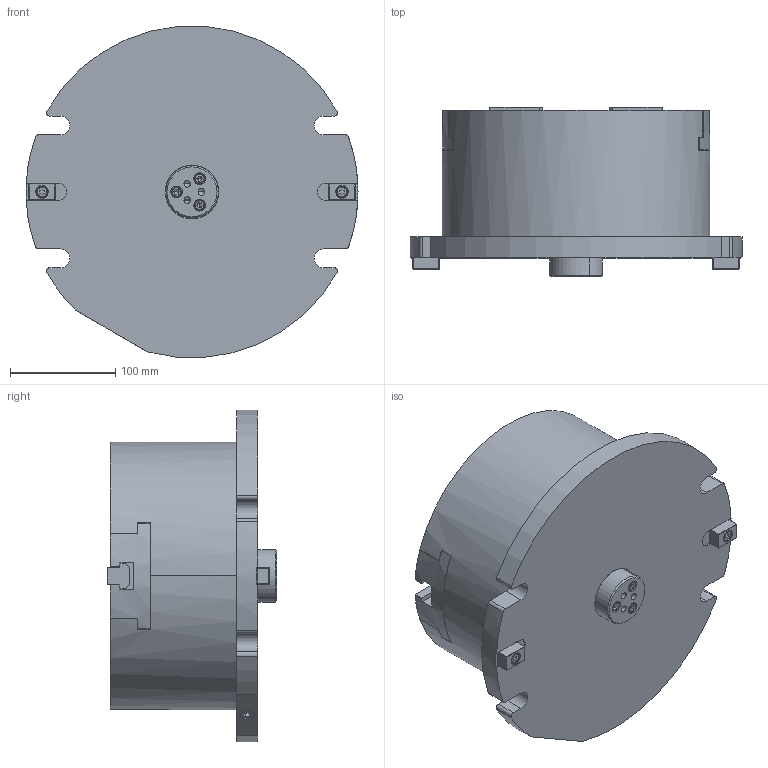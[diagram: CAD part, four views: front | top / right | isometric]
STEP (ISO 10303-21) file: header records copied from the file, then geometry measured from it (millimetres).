
FILE_DESCRIPTION (( 'STEP AP203' ), '1' );
FILE_NAME ('05-0549.STEP', '2024-05-22T19:40:15', ( '' ), ( '' ), 'SwSTEP 2.0', 'SolidWorks 2022', '' );
FILE_SCHEMA (( 'CONFIG_CONTROL_DESIGN' ));
Length unit declared in the file: inch
Products named in the file (9): 40-1632; 10000165856; 57-2029; 10000155647_BOM Item; 40-2001_HX-SHCS 0.25-20x1x1-N; 10000165907; 10000165909; 58-3105; 05-0549
Assembly tree (15 placements, depth 2):
  05-0549
    10000165909
    10000165907  x2
    58-3105
    40-1632  x2
    10000155647_BOM Item  x2
    10000165856
    57-2029  x3
    40-2001_HX-SHCS 0.25-20x1x1-N  x3
Bounding box: 315 x 160.78 x 314.15 mm (x, y, z)
Volume: 7524677.6 mm3; surface area: 406334.8 mm2
Topology: 15 solids, 15 shells, 695 faces, 1594 edges, 995 vertices
Faces by surface type: plane 338, cylinder 215, cone 120, torus 22
Entity records: 16987 total; most frequent: DIRECTION 2918, CARTESIAN_POINT 2715, ORIENTED_EDGE 2548, EDGE_CURVE 1274, AXIS2_PLACEMENT_3D 1080, VERTEX_POINT 813, VECTOR 758, LINE 758
